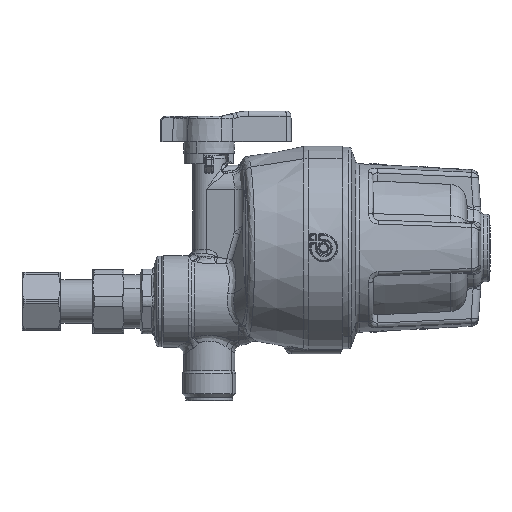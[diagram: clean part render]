
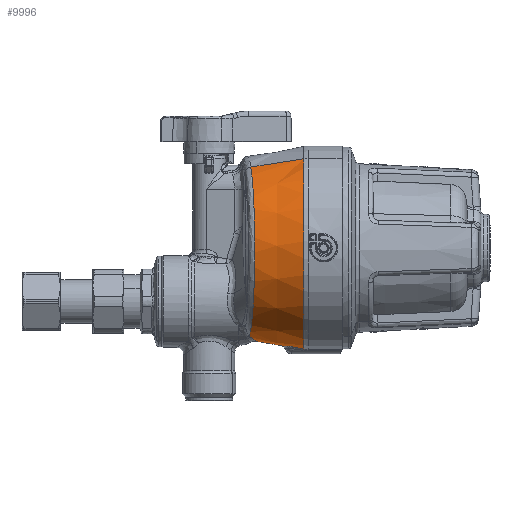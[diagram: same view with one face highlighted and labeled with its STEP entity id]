
A CAD part, left-side view. The second image highlights one B-rep face of the part: STEP entity #9996.
In plain terms, the highlighted conical face has half-angle 10 degrees and reference radius 35.504 mm.
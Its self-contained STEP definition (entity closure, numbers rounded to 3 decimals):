
#6450=CARTESIAN_POINT('Vertex',(19.104,-37.138,-13.97)) ;
#6457=CARTESIAN_POINT('Vertex',(-19.104,-37.138,55.97)) ;
#7471=CARTESIAN_POINT('Axis2P3D Location',(0.,-37.138,21.)) ;
#7475=CARTESIAN_POINT('Vertex',(4.948,-37.138,-18.54)) ;
#7567=CARTESIAN_POINT('Axis2P3D Location',(0.,-12.5,21.)) ;
#7588=CARTESIAN_POINT('Vertex',(17.35,-16.384,-10.758)) ;
#7607=CARTESIAN_POINT('Vertex',(-17.35,-16.384,52.758)) ;
#7610=CARTESIAN_POINT('Line Origine',(-18.099,-25.25,54.13)) ;
#7615=CARTESIAN_POINT('Line Origine',(18.099,-25.25,-12.13)) ;
#7629=CARTESIAN_POINT('Axis2P3D Location',(0.,-37.138,21.)) ;
#7633=CARTESIAN_POINT('Vertex',(-4.948,-37.138,-18.54)) ;
#9873=CARTESIAN_POINT('Control Point',(-17.35,-16.384,52.758)) ;
#9874=CARTESIAN_POINT('Control Point',(-23.448,-16.875,49.526)) ;
#9875=CARTESIAN_POINT('Control Point',(-28.783,-17.304,44.822)) ;
#9876=CARTESIAN_POINT('Control Point',(-32.879,-17.634,38.88)) ;
#9877=CARTESIAN_POINT('Control Point',(-36.615,-17.934,28.855)) ;
#9878=CARTESIAN_POINT('Control Point',(-36.615,-17.934,18.376)) ;
#9879=CARTESIAN_POINT('Control Point',(-36.195,-17.901,14.911)) ;
#9880=CARTESIAN_POINT('Control Point',(-33.72,-17.701,4.87)) ;
#9881=CARTESIAN_POINT('Control Point',(-27.825,-17.227,-3.861)) ;
#9882=CARTESIAN_POINT('Control Point',(-22.596,-16.806,-8.594)) ;
#9883=CARTESIAN_POINT('Control Point',(-16.481,-16.315,-11.905)) ;
#9884=CARTESIAN_POINT('Control Point',(-9.962,-15.791,-13.682)) ;
#9885=CARTESIAN_POINT('Vertex',(-9.962,-15.791,-13.682)) ;
#9889=CARTESIAN_POINT('Control Point',(-9.962,-15.791,-13.682)) ;
#9890=CARTESIAN_POINT('Control Point',(-9.573,-16.074,-13.845)) ;
#9891=CARTESIAN_POINT('Control Point',(-9.16,-16.334,-14.004)) ;
#9892=CARTESIAN_POINT('Control Point',(-8.729,-16.571,-14.154)) ;
#9893=CARTESIAN_POINT('Vertex',(-8.729,-16.571,-14.154)) ;
#9897=CARTESIAN_POINT('Control Point',(-8.729,-16.571,-14.154)) ;
#9898=CARTESIAN_POINT('Control Point',(-7.393,-17.305,-14.619)) ;
#9899=CARTESIAN_POINT('Control Point',(-5.906,-17.857,-15.018)) ;
#9900=CARTESIAN_POINT('Control Point',(-4.331,-18.241,-15.313)) ;
#9901=CARTESIAN_POINT('Control Point',(-1.259,-18.675,-15.653)) ;
#9902=CARTESIAN_POINT('Control Point',(1.864,-18.569,-15.571)) ;
#9903=CARTESIAN_POINT('Control Point',(3.319,-18.4,-15.436)) ;
#9904=CARTESIAN_POINT('Control Point',(5.633,-17.925,-15.067)) ;
#9905=CARTESIAN_POINT('Control Point',(7.755,-17.098,-14.492)) ;
#9906=CARTESIAN_POINT('Control Point',(8.543,-16.721,-14.241)) ;
#9907=CARTESIAN_POINT('Control Point',(9.282,-16.286,-13.968)) ;
#9908=CARTESIAN_POINT('Control Point',(9.962,-15.791,-13.682)) ;
#9909=CARTESIAN_POINT('Vertex',(9.962,-15.791,-13.682)) ;
#9913=CARTESIAN_POINT('Control Point',(9.962,-15.791,-13.682)) ;
#9914=CARTESIAN_POINT('Control Point',(12.52,-15.996,-12.985)) ;
#9915=CARTESIAN_POINT('Control Point',(15.003,-16.196,-12.003)) ;
#9916=CARTESIAN_POINT('Control Point',(17.35,-16.384,-10.758)) ;
#9919=CARTESIAN_POINT('Control Point',(4.948,-37.138,-18.54)) ;
#9920=CARTESIAN_POINT('Control Point',(5.192,-35.808,-18.273)) ;
#9921=CARTESIAN_POINT('Control Point',(5.394,-34.468,-18.006)) ;
#9922=CARTESIAN_POINT('Control Point',(5.567,-33.125,-17.742)) ;
#9923=CARTESIAN_POINT('Vertex',(5.567,-33.125,-17.742)) ;
#9927=CARTESIAN_POINT('Control Point',(5.567,-33.125,-17.742)) ;
#9928=CARTESIAN_POINT('Control Point',(5.64,-32.562,-17.632)) ;
#9929=CARTESIAN_POINT('Control Point',(5.585,-31.972,-17.534)) ;
#9930=CARTESIAN_POINT('Control Point',(5.395,-31.362,-17.454)) ;
#9931=CARTESIAN_POINT('Control Point',(5.062,-30.8,-17.4)) ;
#9932=CARTESIAN_POINT('Control Point',(4.644,-30.32,-17.366)) ;
#9933=CARTESIAN_POINT('Vertex',(4.644,-30.32,-17.366)) ;
#9937=CARTESIAN_POINT('Control Point',(0.517,-28.324,-17.29)) ;
#9938=CARTESIAN_POINT('Control Point',(1.51,-28.324,-17.277)) ;
#9939=CARTESIAN_POINT('Control Point',(2.51,-28.574,-17.275)) ;
#9940=CARTESIAN_POINT('Control Point',(3.369,-29.069,-17.287)) ;
#9941=CARTESIAN_POINT('Control Point',(4.069,-29.659,-17.318)) ;
#9942=CARTESIAN_POINT('Control Point',(4.644,-30.32,-17.366)) ;
#9943=CARTESIAN_POINT('Vertex',(0.517,-28.324,-17.29)) ;
#9946=CARTESIAN_POINT('Axis2P3D Location',(0.,-28.324,21.)) ;
#9950=CARTESIAN_POINT('Vertex',(-0.517,-28.324,-17.29)) ;
#9954=CARTESIAN_POINT('Control Point',(-4.644,-30.32,-17.366)) ;
#9955=CARTESIAN_POINT('Control Point',(-4.067,-29.656,-17.318)) ;
#9956=CARTESIAN_POINT('Control Point',(-3.365,-29.066,-17.287)) ;
#9957=CARTESIAN_POINT('Control Point',(-2.505,-28.572,-17.275)) ;
#9958=CARTESIAN_POINT('Control Point',(-1.508,-28.324,-17.277)) ;
#9959=CARTESIAN_POINT('Control Point',(-0.517,-28.324,-17.29)) ;
#9960=CARTESIAN_POINT('Vertex',(-4.644,-30.32,-17.366)) ;
#9964=CARTESIAN_POINT('Control Point',(-4.644,-30.32,-17.366)) ;
#9965=CARTESIAN_POINT('Control Point',(-5.062,-30.8,-17.4)) ;
#9966=CARTESIAN_POINT('Control Point',(-5.394,-31.361,-17.454)) ;
#9967=CARTESIAN_POINT('Control Point',(-5.585,-31.971,-17.534)) ;
#9968=CARTESIAN_POINT('Control Point',(-5.64,-32.562,-17.632)) ;
#9969=CARTESIAN_POINT('Control Point',(-5.567,-33.125,-17.742)) ;
#9970=CARTESIAN_POINT('Vertex',(-5.567,-33.125,-17.742)) ;
#9974=CARTESIAN_POINT('Control Point',(-5.567,-33.125,-17.742)) ;
#9975=CARTESIAN_POINT('Control Point',(-5.395,-34.464,-18.006)) ;
#9976=CARTESIAN_POINT('Control Point',(-5.193,-35.807,-18.272)) ;
#9977=CARTESIAN_POINT('Control Point',(-4.948,-37.138,-18.54)) ;
#7612=VECTOR('Line Direction',#7611,1.) ;
#7617=VECTOR('Line Direction',#7616,1.) ;
#7472=DIRECTION('Axis2P3D Direction',(0.,-1.,0.)) ;
#7568=DIRECTION('Axis2P3D Direction',(0.,-1.,0.)) ;
#7569=DIRECTION('Axis2P3D XDirection',(-0.479,0.,0.878)) ;
#7611=DIRECTION('Vector Direction',(-0.083,-0.985,0.152)) ;
#7616=DIRECTION('Vector Direction',(0.083,-0.985,-0.152)) ;
#7630=DIRECTION('Axis2P3D Direction',(0.,-1.,0.)) ;
#9947=DIRECTION('Axis2P3D Direction',(0.,-1.,0.)) ;
#7473=AXIS2_PLACEMENT_3D('Circle Axis2P3D',#7471,#7472,$) ;
#7570=AXIS2_PLACEMENT_3D('Cone Axis2P3D',#7567,#7568,#7569) ;
#7631=AXIS2_PLACEMENT_3D('Circle Axis2P3D',#7629,#7630,$) ;
#9948=AXIS2_PLACEMENT_3D('Circle Axis2P3D',#9946,#9947,$) ;
#7613=LINE('Line',#7610,#7612) ;
#7618=LINE('Line',#7615,#7617) ;
#7474=CIRCLE('generated circle',#7473,39.848) ;
#7632=CIRCLE('generated circle',#7631,39.848) ;
#9949=CIRCLE('generated circle',#9948,38.294) ;
#7571=CONICAL_SURFACE('Cone',#7570,35.504,0.175) ;
#7477=EDGE_CURVE('',#7476,#6451,#7474,.T.) ;
#7614=EDGE_CURVE('',#6458,#7608,#7613,.F.) ;
#7619=EDGE_CURVE('',#6451,#7589,#7618,.F.) ;
#7635=EDGE_CURVE('',#6458,#7634,#7632,.T.) ;
#9887=EDGE_CURVE('',#7608,#9886,#9872,.T.) ;
#9895=EDGE_CURVE('',#9894,#9886,#9888,.F.) ;
#9911=EDGE_CURVE('',#9910,#9894,#9896,.F.) ;
#9917=EDGE_CURVE('',#9910,#7589,#9912,.T.) ;
#9925=EDGE_CURVE('',#9924,#7476,#9918,.F.) ;
#9935=EDGE_CURVE('',#9934,#9924,#9926,.F.) ;
#9945=EDGE_CURVE('',#9944,#9934,#9936,.T.) ;
#9952=EDGE_CURVE('',#9951,#9944,#9949,.T.) ;
#9962=EDGE_CURVE('',#9961,#9951,#9953,.T.) ;
#9972=EDGE_CURVE('',#9971,#9961,#9963,.F.) ;
#9978=EDGE_CURVE('',#7634,#9971,#9973,.F.) ;
#9980=ORIENTED_EDGE('',*,*,#7635,.F.) ;
#9981=ORIENTED_EDGE('',*,*,#7614,.T.) ;
#9982=ORIENTED_EDGE('',*,*,#9887,.T.) ;
#9983=ORIENTED_EDGE('',*,*,#9895,.F.) ;
#9984=ORIENTED_EDGE('',*,*,#9911,.F.) ;
#9985=ORIENTED_EDGE('',*,*,#9917,.T.) ;
#9986=ORIENTED_EDGE('',*,*,#7619,.F.) ;
#9987=ORIENTED_EDGE('',*,*,#7477,.F.) ;
#9988=ORIENTED_EDGE('',*,*,#9925,.F.) ;
#9989=ORIENTED_EDGE('',*,*,#9935,.F.) ;
#9990=ORIENTED_EDGE('',*,*,#9945,.F.) ;
#9991=ORIENTED_EDGE('',*,*,#9952,.F.) ;
#9992=ORIENTED_EDGE('',*,*,#9962,.F.) ;
#9993=ORIENTED_EDGE('',*,*,#9972,.F.) ;
#9994=ORIENTED_EDGE('',*,*,#9978,.F.) ;
#9979=EDGE_LOOP('',(#9980,#9981,#9982,#9983,#9984,#9985,#9986,#9987,#9988,#9989,#9990,#9991,#9992,#9993,#9994)) ;
#6451=VERTEX_POINT('',#6450) ;
#6458=VERTEX_POINT('',#6457) ;
#7476=VERTEX_POINT('',#7475) ;
#7589=VERTEX_POINT('',#7588) ;
#7608=VERTEX_POINT('',#7607) ;
#7634=VERTEX_POINT('',#7633) ;
#9886=VERTEX_POINT('',#9885) ;
#9894=VERTEX_POINT('',#9893) ;
#9910=VERTEX_POINT('',#9909) ;
#9924=VERTEX_POINT('',#9923) ;
#9934=VERTEX_POINT('',#9933) ;
#9944=VERTEX_POINT('',#9943) ;
#9951=VERTEX_POINT('',#9950) ;
#9961=VERTEX_POINT('',#9960) ;
#9971=VERTEX_POINT('',#9970) ;
#9996=ADVANCED_FACE('PartBody',(#9995),#7571,.T.) ;
#9872=B_SPLINE_CURVE_WITH_KNOTS('',5,(#9873,#9874,#9875,#9876,#9877,#9878,#9879,#9880,#9881,#9882,#9883,#9884),.UNSPECIFIED.,.F.,.U.,(6,3,3,6),(0.,48.088,72.016,119.188),.UNSPECIFIED.) ;
#9888=B_SPLINE_CURVE_WITH_KNOTS('',3,(#9889,#9890,#9891,#9892),.UNSPECIFIED.,.F.,.U.,(4,4),(7.784,9.558),.UNSPECIFIED.) ;
#9896=B_SPLINE_CURVE_WITH_KNOTS('',5,(#9897,#9898,#9899,#9900,#9901,#9902,#9903,#9904,#9905,#9906,#9907,#9908),.UNSPECIFIED.,.F.,.U.,(6,3,3,6),(10.168,19.324,27.455,32.62),.UNSPECIFIED.) ;
#9912=B_SPLINE_CURVE_WITH_KNOTS('',3,(#9913,#9914,#9915,#9916),.UNSPECIFIED.,.F.,.U.,(4,4),(146.086,157.191),.UNSPECIFIED.) ;
#9918=B_SPLINE_CURVE_WITH_KNOTS('',3,(#9919,#9920,#9921,#9922),.UNSPECIFIED.,.F.,.U.,(4,4),(17.257,23.07),.UNSPECIFIED.) ;
#9926=B_SPLINE_CURVE_WITH_KNOTS('',5,(#9927,#9928,#9929,#9930,#9931,#9932),.UNSPECIFIED.,.F.,.U.,(6,6),(0.,3.921),.UNSPECIFIED.) ;
#9936=B_SPLINE_CURVE_WITH_KNOTS('',5,(#9937,#9938,#9939,#9940,#9941,#9942),.UNSPECIFIED.,.F.,.U.,(6,6),(21.745,27.161),.UNSPECIFIED.) ;
#9953=B_SPLINE_CURVE_WITH_KNOTS('',5,(#9954,#9955,#9956,#9957,#9958,#9959),.UNSPECIFIED.,.F.,.U.,(6,6),(16.184,21.585),.UNSPECIFIED.) ;
#9963=B_SPLINE_CURVE_WITH_KNOTS('',5,(#9964,#9965,#9966,#9967,#9968,#9969),.UNSPECIFIED.,.F.,.U.,(6,6),(0.,3.92),.UNSPECIFIED.) ;
#9973=B_SPLINE_CURVE_WITH_KNOTS('',3,(#9974,#9975,#9976,#9977),.UNSPECIFIED.,.F.,.U.,(4,4),(31.037,36.849),.UNSPECIFIED.) ;
#9995=FACE_OUTER_BOUND('',#9979,.T.) ;
